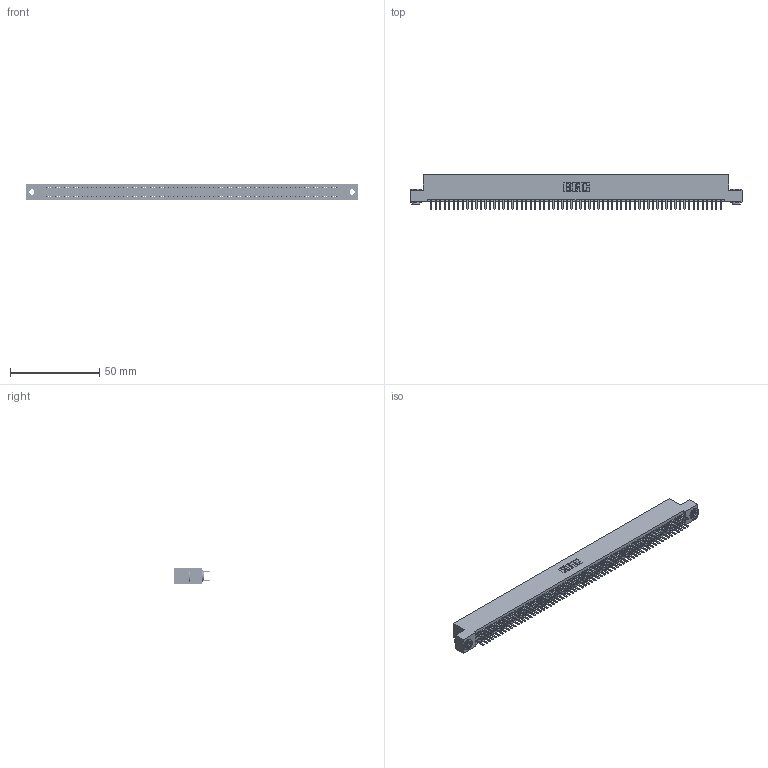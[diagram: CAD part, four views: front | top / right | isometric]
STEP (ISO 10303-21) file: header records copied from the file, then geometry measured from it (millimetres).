
FILE_DESCRIPTION (( 'STEP AP203' ), '1' );
FILE_NAME ('395-130-520-203.STEP', '2018-12-04T14:49:03', ( '' ), ( '' ), 'SwSTEP 2.0', 'SolidWorks 2016', '' );
FILE_SCHEMA (( 'CONFIG_CONTROL_DESIGN' ));
Length unit declared in the file: inch
Products named in the file (4): 345-292-001_345-293-120; 345 Part_Flush Mounting Lugs - 0.156 Dia-TH; 345-250-002_345-250-002-102; 395-130-520-203
Assembly tree (133 placements, depth 2):
  395-130-520-203
    345 Part_Flush Mounting Lugs - 0.156 Dia-TH
    345-292-001_345-293-120  x130
    345-250-002_345-250-002-102  x2
Bounding box: 186.31 x 19.68 x 9.4 mm (x, y, z)
Volume: 18274 mm3; surface area: 27540.8 mm2
Topology: 133 solids, 133 shells, 7184 faces, 20827 edges, 13534 vertices
Faces by surface type: plane 4640, cylinder 2536, cone 8
Entity records: 48668 total; most frequent: CARTESIAN_POINT 8123, ORIENTED_EDGE 8038, DIRECTION 7153, EDGE_CURVE 4019, VECTOR 3599, LINE 3599, VERTEX_POINT 2674, AXIS2_PLACEMENT_3D 1777
